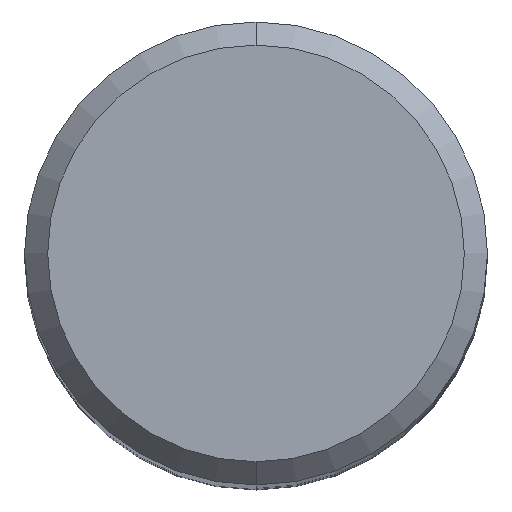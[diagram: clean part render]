
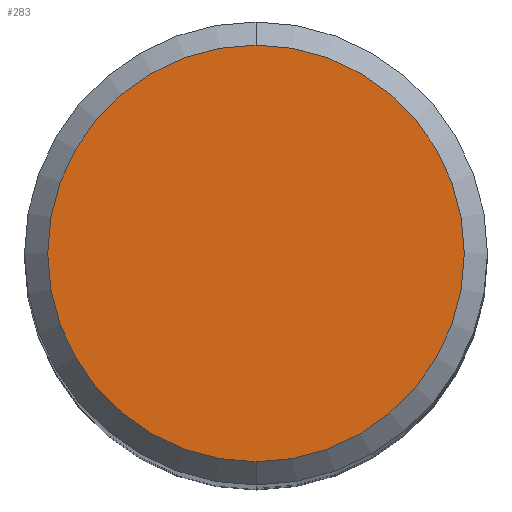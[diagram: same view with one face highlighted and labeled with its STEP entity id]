
A CAD part, top view. The second image highlights one B-rep face of the part: STEP entity #283.
In plain terms, the highlighted planar face has unit normal (0, 0, 1).
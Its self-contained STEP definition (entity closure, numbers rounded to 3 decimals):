
#203=VERTEX_POINT('',#562);
#277=VERTEX_POINT('',#644);
#283=ADVANCED_FACE('',(#651),#652,.T.);
#381=EDGE_CURVE('',#277,#203,#760,.T.);
#409=EDGE_CURVE('',#203,#277,#793,.T.);
#562=CARTESIAN_POINT('',(0.0,4.5,0.0));
#644=CARTESIAN_POINT('',(0.,-4.5,0.0));
#651=FACE_OUTER_BOUND('',#1121,.T.);
#652=PLANE('',#1122);
#760=CIRCLE('',#1298,4.5);
#793=CIRCLE('',#1339,4.5);
#1121=EDGE_LOOP('',(#1796,#1797));
#1122=AXIS2_PLACEMENT_3D('',#1798,#1799,#1800);
#1298=AXIS2_PLACEMENT_3D('',#1922,#1923,#1924);
#1339=AXIS2_PLACEMENT_3D('',#1981,#1982,#1983);
#1796=ORIENTED_EDGE('',*,*,#409,.F.);
#1797=ORIENTED_EDGE('',*,*,#381,.F.);
#1798=CARTESIAN_POINT('',(0.0,2.25,0.0));
#1799=DIRECTION('',(-0.0,0.0,1.0));
#1800=DIRECTION('',(0.0,-1.0,0.0));
#1922=CARTESIAN_POINT('',(0.0,0.0,0.0));
#1923=DIRECTION('',(0.0,0.0,-1.0));
#1924=DIRECTION('',(0.0,1.0,0.0));
#1981=CARTESIAN_POINT('',(0.0,0.0,0.0));
#1982=DIRECTION('',(0.0,0.0,-1.0));
#1983=DIRECTION('',(0.0,1.0,0.0));
